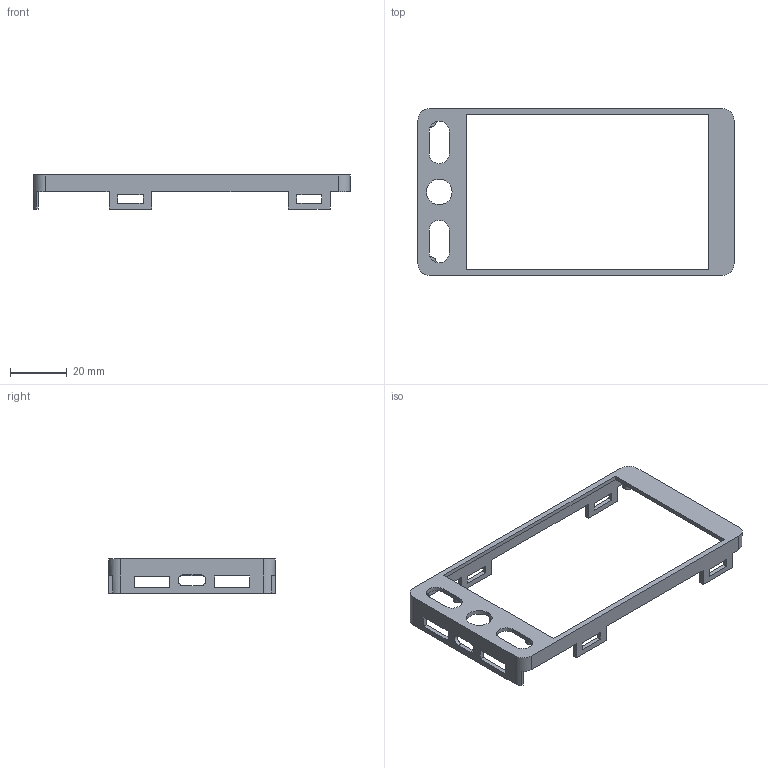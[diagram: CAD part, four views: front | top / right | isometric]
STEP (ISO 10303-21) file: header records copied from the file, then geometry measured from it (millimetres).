
FILE_DESCRIPTION (( 'STEP AP214' ), '1' );
FILE_NAME ('ヶ褲极.STEP', '2025-03-07T15:12:05', ( '' ), ( '' ), 'SwSTEP 2.0', 'SolidWorks 2024', '' );
FILE_SCHEMA (( 'AUTOMOTIVE_DESIGN' ));
Length unit declared in the file: millimetre
Products named in the file (1): 前壳体
Bounding box: 111.49 x 58.71 x 12 mm (x, y, z)
Volume: 5590.2 mm3; surface area: 8861.5 mm2
Topology: 1 solids, 1 shells, 111 faces, 294 edges, 194 vertices
Faces by surface type: plane 77, cylinder 34
Entity records: 3505 total; most frequent: CARTESIAN_POINT 600, DIRECTION 596, ORIENTED_EDGE 588, EDGE_CURVE 294, LINE 216, VECTOR 216, VERTEX_POINT 194, AXIS2_PLACEMENT_3D 190
